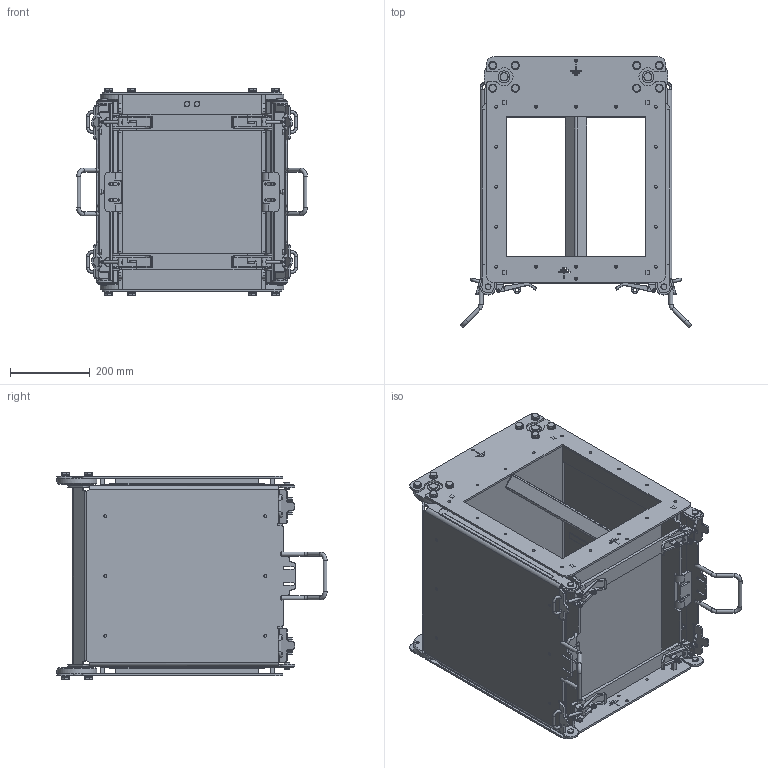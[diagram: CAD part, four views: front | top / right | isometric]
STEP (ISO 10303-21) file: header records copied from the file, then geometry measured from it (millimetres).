
FILE_DESCRIPTION(/* description */ (''),/* implementation_level */ '2;1');
FILE_NAME(/* name */ 'SBPN353500.stp',/* time_stamp */ '2019-02-25T07:33:41+01:00',/* author */ ('pw'),/* organization */ (''),/* preprocessor_version */ 'ST-DEVELOPER v16.5',/* originating_system */ 'Autodesk Inventor 2017',/* authorisation */ '');
FILE_SCHEMA (('AUTOMOTIVE_DESIGN { 1 0 10303 214 3 1 1 }'));
Products named in the file (1): SBPN353500
Bounding box: 576.89 x 675.44 x 516.8 mm (x, y, z)
Volume: 9574499 mm3; surface area: 5224571.6 mm2
Topology: 18 solids, 18 shells, 2817 faces, 7049 edges, 4417 vertices
Faces by surface type: plane 1523, cylinder 930, cone 228, torus 84, bspline 52
Full cylindrical faces by diameter (mm): 3 x8, 4 x16, 6 x8, 6.647 x50, 7 x24, 7.323 x4, 8 x12, 8.376 x16, 9.188 x16, 9.5 x4, 10 x30, 10.5 x16, 11.4 x4, 11.5 x4, 12 x14, 12.2 x8, 15 x4, 15.4 x16, 20 x22, 20.1 x4, 20.2 x2, 22 x6, 23 x2, 30 x4, 42 x2, 44 x6, 100 x4
Entity records: 87400 total; most frequent: CARTESIAN_POINT 18863, DIRECTION 13788, ORIENTED_EDGE 13014, EDGE_CURVE 6495, AXIS2_PLACEMENT_3D 5000, VERTEX_POINT 4273, LINE 3788, VECTOR 3788
